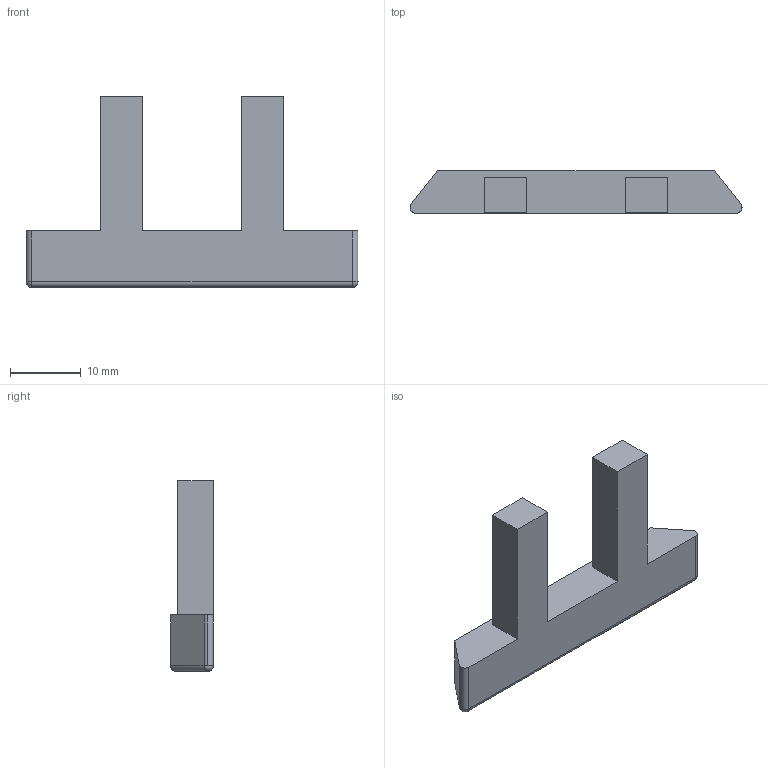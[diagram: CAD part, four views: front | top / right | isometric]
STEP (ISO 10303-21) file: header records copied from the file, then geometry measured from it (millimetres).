
FILE_DESCRIPTION (( 'STEP AP214' ), '1' );
FILE_NAME ('Display Fixture.STEP', '2022-09-24T15:22:56', ( '' ), ( '' ), 'SwSTEP 2.0', 'SolidWorks 2019', '' );
FILE_SCHEMA (( 'AUTOMOTIVE_DESIGN' ));
Length unit declared in the file: millimetre
Products named in the file (1): Display Fixture
Bounding box: 46.98 x 6 x 27 mm (x, y, z)
Volume: 3224.6 mm3; surface area: 2126.9 mm2
Topology: 1 solids, 1 shells, 24 faces, 59 edges, 35 vertices
Faces by surface type: plane 14, cylinder 7, sphere 3
Entity records: 715 total; most frequent: CARTESIAN_POINT 123, DIRECTION 117, ORIENTED_EDGE 114, EDGE_CURVE 57, VECTOR 43, LINE 43, AXIS2_PLACEMENT_3D 37, VERTEX_POINT 35
